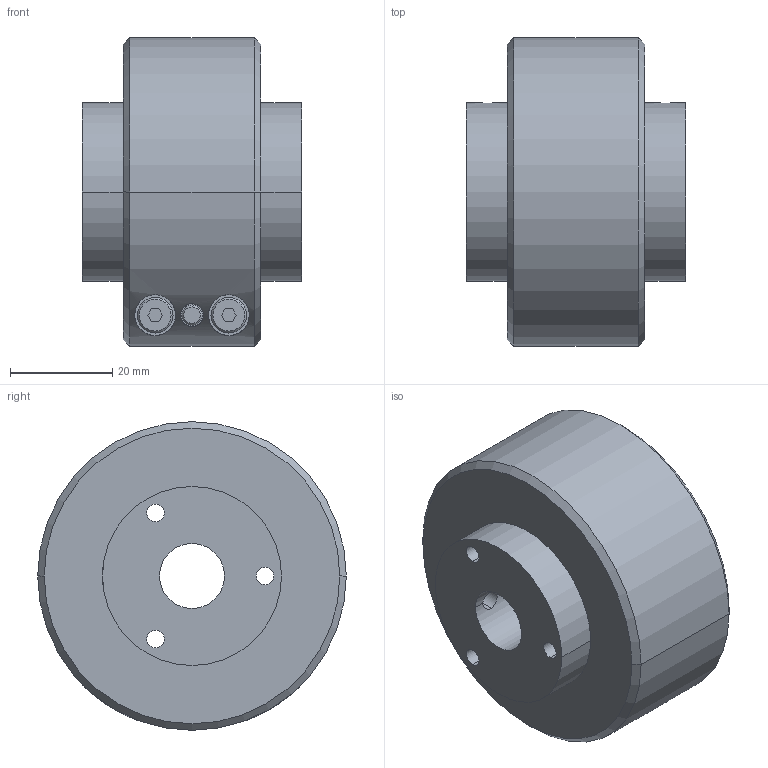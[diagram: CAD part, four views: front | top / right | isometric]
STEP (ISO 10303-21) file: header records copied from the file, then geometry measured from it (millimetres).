
FILE_DESCRIPTION (( 'STEP AP203' ), '1' );
FILE_NAME ('PH 1000.STEP', '2010-11-04T03:49:09', ( '' ), ( '' ), 'SwSTEP 2.0', 'SolidWorks 2010', '' );
FILE_SCHEMA (( 'CONFIG_CONTROL_DESIGN' ));
Length unit declared in the file: inch
Products named in the file (1): PH 1000
Bounding box: 42.93 x 60.45 x 60.45 mm (x, y, z)
Volume: 83833.4 mm3; surface area: 19910.8 mm2
Topology: 4 solids, 4 shells, 107 faces, 254 edges, 164 vertices
Faces by surface type: cylinder 52, plane 39, cone 16
Entity records: 3787 total; most frequent: CARTESIAN_POINT 1148, DIRECTION 542, ORIENTED_EDGE 508, EDGE_CURVE 254, AXIS2_PLACEMENT_3D 208, VERTEX_POINT 164, EDGE_LOOP 140, LINE 126
